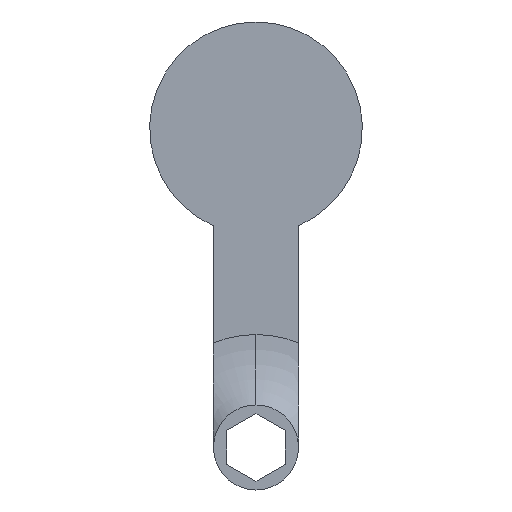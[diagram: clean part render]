
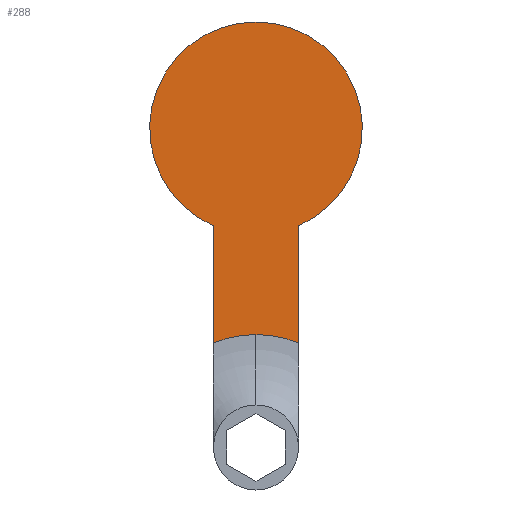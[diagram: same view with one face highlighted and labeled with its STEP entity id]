
A CAD part, front view. The second image highlights one B-rep face of the part: STEP entity #288.
In plain terms, the highlighted planar face has unit normal (0, -1, 0).
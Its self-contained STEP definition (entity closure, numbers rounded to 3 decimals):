
#48 = CARTESIAN_POINT ( 'NONE',  ( -4., 2.5, 20.835 ) ) ;
#50 = DIRECTION ( 'NONE',  ( 0., 0., 1. ) ) ;
#54 = DIRECTION ( 'NONE',  ( 0., 0., 1. ) ) ;
#80 = CARTESIAN_POINT ( 'NONE',  ( -4., 2.5, 20.835 ) ) ;
#90 = CARTESIAN_POINT ( 'NONE',  ( 0., 2.5, 0. ) ) ;
#97 = CIRCLE ( 'NONE', #449, 10.614 ) ;
#103 = EDGE_LOOP ( 'NONE', ( #431, #379, #471, #293, #284 ) ) ;
#122 = CARTESIAN_POINT ( 'NONE',  ( 4., 2.5, 0. ) ) ;
#123 = VERTEX_POINT ( 'NONE', #48 ) ;
#154 = VERTEX_POINT ( 'NONE', #493 ) ;
#156 = VERTEX_POINT ( 'NONE', #452 ) ;
#164 = CARTESIAN_POINT ( 'NONE',  ( -4., 2.5, 9.832 ) ) ;
#206 = CIRCLE ( 'NONE', #451, 10.614 ) ;
#224 = CARTESIAN_POINT ( 'NONE',  ( 0., 2.5, 30. ) ) ;
#226 = EDGE_CURVE ( 'NONE', #512, #156, #97, .T. ) ;
#236 = EDGE_CURVE ( 'NONE', #512, #123, #403, .T. ) ;
#250 = VECTOR ( 'NONE', #351, 1000. ) ;
#257 = DIRECTION ( 'NONE',  ( 0., 0., 1. ) ) ;
#276 = VERTEX_POINT ( 'NONE', #455 ) ;
#277 = DIRECTION ( 'NONE',  ( 0., 0., 1. ) ) ;
#281 = PLANE ( 'NONE',  #316 ) ;
#284 = ORIENTED_EDGE ( 'NONE', *, *, #585, .F. ) ;
#288 = ADVANCED_FACE ( 'NONE', ( #317 ), #281, .F. ) ;
#293 = ORIENTED_EDGE ( 'NONE', *, *, #456, .F. ) ;
#300 = CARTESIAN_POINT ( 'NONE',  ( 0., 2.5, 0. ) ) ;
#301 = DIRECTION ( 'NONE',  ( 0., 1., 0. ) ) ;
#316 = AXIS2_PLACEMENT_3D ( 'NONE', #504, #465, #54 ) ;
#317 = FACE_OUTER_BOUND ( 'NONE', #103, .T. ) ;
#351 = DIRECTION ( 'NONE',  ( 0., 0., -1. ) ) ;
#360 = DIRECTION ( 'NONE',  ( 0., 1., 0. ) ) ;
#379 = ORIENTED_EDGE ( 'NONE', *, *, #226, .T. ) ;
#385 = EDGE_CURVE ( 'NONE', #156, #154, #206, .T. ) ;
#401 = AXIS2_PLACEMENT_3D ( 'NONE', #224, #360, #277 ) ;
#403 = LINE ( 'NONE', #80, #500 ) ;
#431 = ORIENTED_EDGE ( 'NONE', *, *, #236, .F. ) ;
#449 = AXIS2_PLACEMENT_3D ( 'NONE', #90, #301, #50 ) ;
#451 = AXIS2_PLACEMENT_3D ( 'NONE', #300, #536, #582 ) ;
#452 = CARTESIAN_POINT ( 'NONE',  ( 0., 2.5, 10.614 ) ) ;
#455 = CARTESIAN_POINT ( 'NONE',  ( 4., 2.5, 20.835 ) ) ;
#456 = EDGE_CURVE ( 'NONE', #276, #154, #485, .T. ) ;
#465 = DIRECTION ( 'NONE',  ( 0., 1., 0. ) ) ;
#471 = ORIENTED_EDGE ( 'NONE', *, *, #385, .T. ) ;
#485 = LINE ( 'NONE', #122, #250 ) ;
#491 = CIRCLE ( 'NONE', #401, 10. ) ;
#493 = CARTESIAN_POINT ( 'NONE',  ( 4., 2.5, 9.832 ) ) ;
#500 = VECTOR ( 'NONE', #257, 1000. ) ;
#504 = CARTESIAN_POINT ( 'NONE',  ( 0., 2.5, 0. ) ) ;
#512 = VERTEX_POINT ( 'NONE', #164 ) ;
#536 = DIRECTION ( 'NONE',  ( 0., 1., 0. ) ) ;
#582 = DIRECTION ( 'NONE',  ( 0., 0., 1. ) ) ;
#585 = EDGE_CURVE ( 'NONE', #123, #276, #491, .T. ) ;
